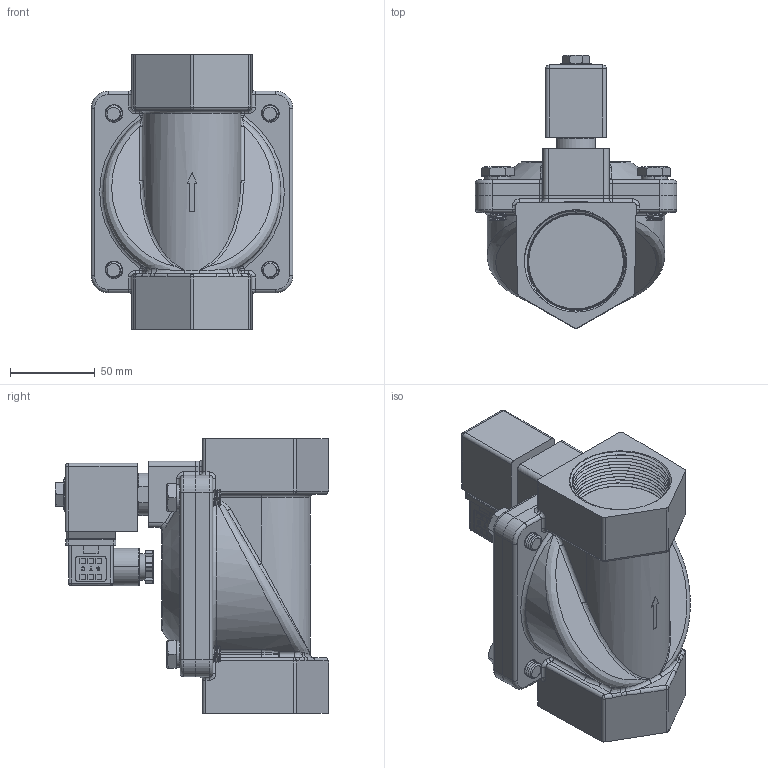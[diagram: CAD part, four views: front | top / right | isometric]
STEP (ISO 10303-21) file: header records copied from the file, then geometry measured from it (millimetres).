
FILE_DESCRIPTION (( 'STEP AP214' ), '1' );
FILE_NAME ('2RSO500-2.STEP', '2018-09-04T15:47:03', ( '' ), ( '' ), 'SwSTEP 2.0', 'SolidWorks 2016', '' );
FILE_SCHEMA (( 'AUTOMOTIVE_DESIGN' ));
Length unit declared in the file: millimetre
Products named in the file (1): 2RSO500-2
Bounding box: 119 x 161.39 x 162.4 mm (x, y, z)
Volume: 976959.4 mm3; surface area: 163718.4 mm2
Topology: 22 solids, 22 shells, 2147 faces, 5920 edges, 3875 vertices
Faces by surface type: plane 1067, cylinder 635, bspline 204, cone 114, torus 80, sphere 47
Entity records: 158275 total; most frequent: CARTESIAN_POINT 83180, ORIENTED_EDGE 11790, DIRECTION 8859, EDGE_CURVE 5895, VERTEX_POINT 3873, LINE 3479, VECTOR 3479, AXIS2_PLACEMENT_3D 2690
